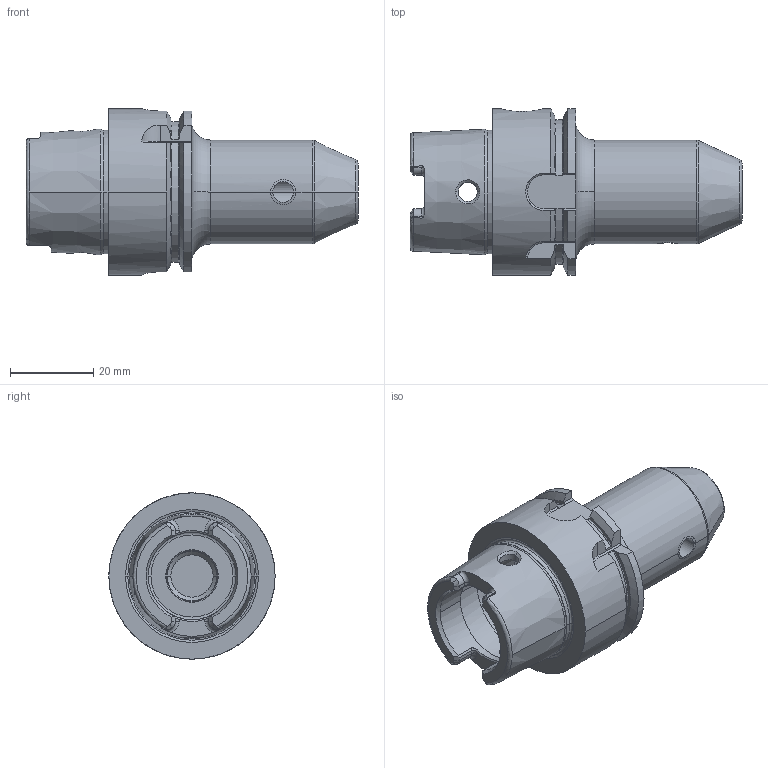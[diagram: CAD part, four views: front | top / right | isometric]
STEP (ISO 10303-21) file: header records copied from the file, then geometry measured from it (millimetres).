
FILE_DESCRIPTION((''),'2;1');
FILE_NAME('A40-000-06','2011-09-01T',('mei'),(''),'PRO/ENGINEER BY PARAMETRIC TECHNOLOGY CORPORATION, 2010430','PRO/ENGINEER BY PARAMETRIC TECHNOLOGY CORPORATION, 2010430','');
FILE_SCHEMA(('CONFIG_CONTROL_DESIGN'));
Length unit declared in the file: millimetre
Products named in the file (1): A40-000-06
Bounding box: 79.9 x 40 x 40 mm (x, y, z)
Volume: 40991.6 mm3; surface area: 13366.5 mm2
Topology: 1 solids, 3 shells, 193 faces, 496 edges, 304 vertices
Faces by surface type: plane 63, cylinder 54, torus 34, cone 32, bspline 8, extrusion 2
Entity records: 7137 total; most frequent: CARTESIAN_POINT 2522, ORIENTED_EDGE 980, DIRECTION 930, EDGE_CURVE 496, AXIS2_PLACEMENT_3D 358, VERTEX_POINT 304, VECTOR 214, LINE 212
